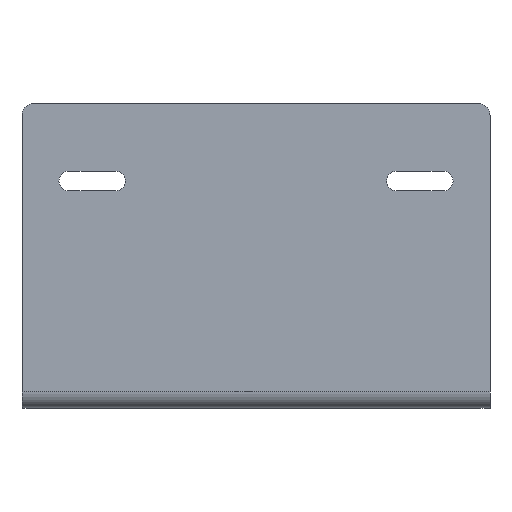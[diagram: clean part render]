
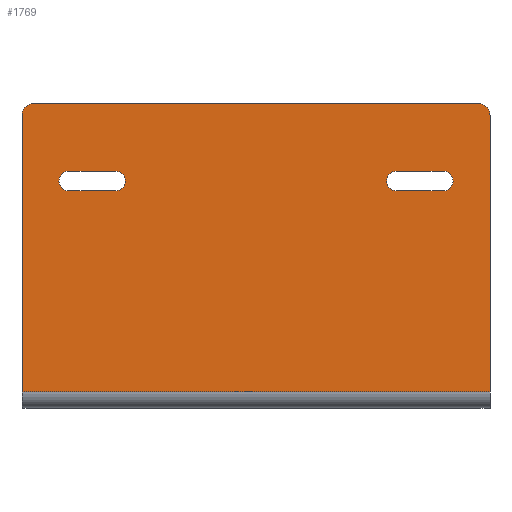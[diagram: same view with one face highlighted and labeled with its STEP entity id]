
A CAD part, top view. The second image highlights one B-rep face of the part: STEP entity #1769.
In plain terms, the highlighted planar face has unit normal (0, 0, 1).
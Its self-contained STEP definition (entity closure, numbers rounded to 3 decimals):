
#827=CIRCLE('',#1702,5.);
#828=CIRCLE('',#1703,5.);
#829=CIRCLE('',#1704,4.25);
#830=CIRCLE('',#1705,4.25);
#831=CIRCLE('',#1706,4.25);
#832=CIRCLE('',#1707,4.25);
#927=ORIENTED_EDGE('',*,*,#1200,.T.);
#928=ORIENTED_EDGE('',*,*,#1194,.F.);
#929=ORIENTED_EDGE('',*,*,#1197,.T.);
#930=ORIENTED_EDGE('',*,*,#1201,.T.);
#931=ORIENTED_EDGE('',*,*,#1202,.T.);
#932=ORIENTED_EDGE('',*,*,#1203,.T.);
#933=ORIENTED_EDGE('',*,*,#1204,.F.);
#934=ORIENTED_EDGE('',*,*,#1205,.F.);
#935=ORIENTED_EDGE('',*,*,#1206,.F.);
#936=ORIENTED_EDGE('',*,*,#1207,.F.);
#937=ORIENTED_EDGE('',*,*,#1208,.F.);
#938=ORIENTED_EDGE('',*,*,#1209,.F.);
#939=ORIENTED_EDGE('',*,*,#1210,.F.);
#940=ORIENTED_EDGE('',*,*,#1211,.F.);
#1026=VECTOR('',#1408,1.);
#1029=VECTOR('',#1413,1.);
#1032=VECTOR('',#1418,1.);
#1033=VECTOR('',#1421,1.);
#1034=VECTOR('',#1426,1.);
#1035=VECTOR('',#1429,1.);
#1036=VECTOR('',#1432,1.);
#1037=VECTOR('',#1435,1.);
#1078=LINE('',#1582,#1026);
#1081=LINE('',#1588,#1029);
#1084=LINE('',#1594,#1032);
#1085=LINE('',#1598,#1033);
#1086=LINE('',#1604,#1034);
#1087=LINE('',#1607,#1035);
#1088=LINE('',#1612,#1036);
#1089=LINE('',#1615,#1037);
#1132=VERTEX_POINT('',#1579);
#1133=VERTEX_POINT('',#1581);
#1135=VERTEX_POINT('',#1587);
#1137=VERTEX_POINT('',#1593);
#1138=VERTEX_POINT('',#1595);
#1139=VERTEX_POINT('',#1597);
#1140=VERTEX_POINT('',#1600);
#1141=VERTEX_POINT('',#1601);
#1142=VERTEX_POINT('',#1603);
#1143=VERTEX_POINT('',#1605);
#1144=VERTEX_POINT('',#1608);
#1145=VERTEX_POINT('',#1609);
#1146=VERTEX_POINT('',#1611);
#1147=VERTEX_POINT('',#1613);
#1194=EDGE_CURVE('',#1132,#1133,#1078,.T.);
#1197=EDGE_CURVE('',#1132,#1135,#1081,.T.);
#1200=EDGE_CURVE('',#1137,#1133,#1084,.T.);
#1201=EDGE_CURVE('',#1135,#1138,#827,.T.);
#1202=EDGE_CURVE('',#1138,#1139,#1085,.T.);
#1203=EDGE_CURVE('',#1139,#1137,#828,.T.);
#1204=EDGE_CURVE('',#1140,#1141,#829,.T.);
#1205=EDGE_CURVE('',#1142,#1140,#1086,.T.);
#1206=EDGE_CURVE('',#1143,#1142,#830,.T.);
#1207=EDGE_CURVE('',#1141,#1143,#1087,.T.);
#1208=EDGE_CURVE('',#1144,#1145,#831,.T.);
#1209=EDGE_CURVE('',#1146,#1144,#1088,.T.);
#1210=EDGE_CURVE('',#1147,#1146,#832,.T.);
#1211=EDGE_CURVE('',#1145,#1147,#1089,.T.);
#1259=EDGE_LOOP('',(#927,#928,#929,#930,#931,#932));
#1260=EDGE_LOOP('',(#933,#934,#935,#936));
#1261=EDGE_LOOP('',(#937,#938,#939,#940));
#1301=FACE_BOUND('',#1259,.T.);
#1302=FACE_BOUND('',#1260,.T.);
#1303=FACE_BOUND('',#1261,.T.);
#1408=DIRECTION('',(-200.,0.,0.));
#1413=DIRECTION('',(0.,118.,0.));
#1416=DIRECTION('',(0.,0.,1.));
#1417=DIRECTION('',(0.,-1.,0.));
#1418=DIRECTION('',(0.,-118.,0.));
#1419=DIRECTION('',(0.,0.,1.));
#1420=DIRECTION('',(0.,5.,0.));
#1421=DIRECTION('',(-190.,0.,0.));
#1422=DIRECTION('',(0.,0.,1.));
#1423=DIRECTION('',(0.,5.,0.));
#1424=DIRECTION('',(0.,0.,1.));
#1425=DIRECTION('',(0.,4.25,0.));
#1426=DIRECTION('',(-20.,0.,0.));
#1427=DIRECTION('',(0.,0.,1.));
#1428=DIRECTION('',(0.,4.25,0.));
#1429=DIRECTION('',(20.,0.,0.));
#1430=DIRECTION('',(0.,0.,1.));
#1431=DIRECTION('',(0.,4.25,0.));
#1432=DIRECTION('',(-20.,0.,0.));
#1433=DIRECTION('',(0.,0.,1.));
#1434=DIRECTION('',(0.,4.25,0.));
#1435=DIRECTION('',(20.,0.,0.));
#1579=CARTESIAN_POINT('',(170.,-73.,25.595));
#1581=CARTESIAN_POINT('',(-30.,-73.,25.595));
#1582=CARTESIAN_POINT('',(170.,-73.,25.595));
#1587=CARTESIAN_POINT('',(170.,45.,25.595));
#1588=CARTESIAN_POINT('',(170.,-73.,25.595));
#1592=CARTESIAN_POINT('',(170.,50.,25.595));
#1593=CARTESIAN_POINT('',(-30.,45.,25.595));
#1594=CARTESIAN_POINT('',(-30.,45.,25.595));
#1595=CARTESIAN_POINT('',(165.,50.,25.595));
#1596=CARTESIAN_POINT('',(165.,45.,25.595));
#1597=CARTESIAN_POINT('',(-25.,50.,25.595));
#1598=CARTESIAN_POINT('',(165.,50.,25.595));
#1599=CARTESIAN_POINT('',(-25.,45.,25.595));
#1600=CARTESIAN_POINT('',(130.,21.25,25.595));
#1601=CARTESIAN_POINT('',(130.,12.75,25.595));
#1602=CARTESIAN_POINT('',(130.,17.,25.595));
#1603=CARTESIAN_POINT('',(150.,21.25,25.595));
#1604=CARTESIAN_POINT('',(150.,21.25,25.595));
#1605=CARTESIAN_POINT('',(150.,12.75,25.595));
#1606=CARTESIAN_POINT('',(150.,17.,25.595));
#1607=CARTESIAN_POINT('',(130.,12.75,25.595));
#1608=CARTESIAN_POINT('',(-10.,21.25,25.595));
#1609=CARTESIAN_POINT('',(-10.,12.75,25.595));
#1610=CARTESIAN_POINT('',(-10.,17.,25.595));
#1611=CARTESIAN_POINT('',(10.,21.25,25.595));
#1612=CARTESIAN_POINT('',(10.,21.25,25.595));
#1613=CARTESIAN_POINT('',(10.,12.75,25.595));
#1614=CARTESIAN_POINT('',(10.,17.,25.595));
#1615=CARTESIAN_POINT('',(-10.,12.75,25.595));
#1701=AXIS2_PLACEMENT_3D('',#1592,#1416,#1417);
#1702=AXIS2_PLACEMENT_3D('',#1596,#1419,#1420);
#1703=AXIS2_PLACEMENT_3D('',#1599,#1422,#1423);
#1704=AXIS2_PLACEMENT_3D('',#1602,#1424,#1425);
#1705=AXIS2_PLACEMENT_3D('',#1606,#1427,#1428);
#1706=AXIS2_PLACEMENT_3D('',#1610,#1430,#1431);
#1707=AXIS2_PLACEMENT_3D('',#1614,#1433,#1434);
#1743=PLANE('',#1701);
#1769=ADVANCED_FACE('',(#1301,#1302,#1303),#1743,.T.);
